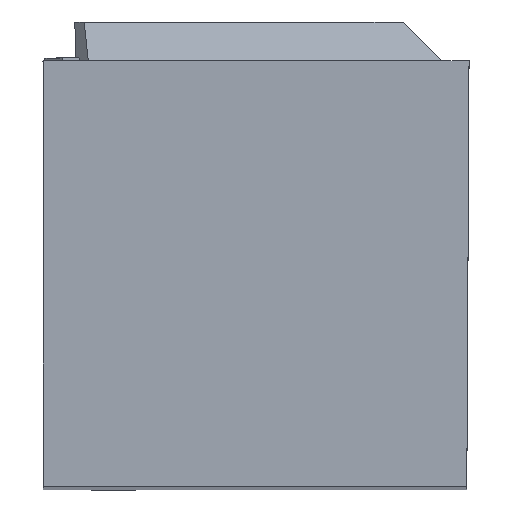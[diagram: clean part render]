
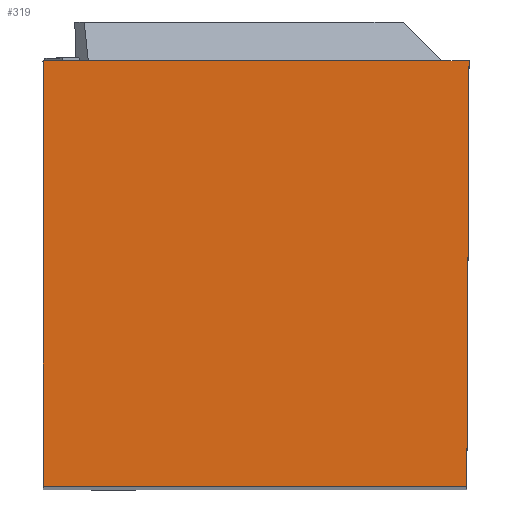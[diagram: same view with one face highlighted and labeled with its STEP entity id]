
A CAD part, top view. The second image highlights one B-rep face of the part: STEP entity #319.
In plain terms, the highlighted planar face has unit normal (0, 0, 1).
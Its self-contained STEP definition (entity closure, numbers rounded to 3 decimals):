
#319=ADVANCED_FACE('BLANK_BOXF006',(#490),#436,.F.);
#436=PLANE('',#2183);
#490=FACE_OUTER_BOUND('',#607,.T.);
#607=EDGE_LOOP('',(#773,#774,#775,#776));
#773=ORIENTED_EDGE('',*,*,#1533,.T.);
#774=ORIENTED_EDGE('',*,*,#1528,.T.);
#775=ORIENTED_EDGE('',*,*,#1521,.T.);
#776=ORIENTED_EDGE('',*,*,#1527,.F.);
#1331=VERTEX_POINT('',#2958);
#1332=VERTEX_POINT('',#2960);
#1335=VERTEX_POINT('',#2970);
#1336=VERTEX_POINT('',#2974);
#1521=EDGE_CURVE('',#1332,#1331,#1818,.T.);
#1527=EDGE_CURVE('',#1335,#1331,#1823,.T.);
#1528=EDGE_CURVE('',#1336,#1332,#1824,.T.);
#1533=EDGE_CURVE('',#1335,#1336,#1828,.T.);
#1818=LINE('',#2959,#1968);
#1823=LINE('',#2971,#1973);
#1824=LINE('',#2973,#1974);
#1828=LINE('',#2982,#1978);
#1968=VECTOR('',#2404,1.);
#1973=VECTOR('',#2415,1.);
#1974=VECTOR('',#2418,1.);
#1978=VECTOR('',#2426,1.);
#2183=AXIS2_PLACEMENT_3D('',#2984,#2429,#2430);
#2404=DIRECTION('',(0.005,1.,0.));
#2415=DIRECTION('',(1.,0.,0.));
#2418=DIRECTION('',(1.,0.,0.));
#2426=DIRECTION('',(0.,-1.,0.));
#2429=DIRECTION('',(0.,0.,-1.));
#2430=DIRECTION('',(1.,0.,0.));
#2958=CARTESIAN_POINT('',(0.,31.85,0.));
#2959=CARTESIAN_POINT('',(0.015,34.802,0.));
#2960=CARTESIAN_POINT('',(-0.167,0.,0.));
#2970=CARTESIAN_POINT('',(-31.85,31.85,0.));
#2971=CARTESIAN_POINT('',(-64.,31.85,0.));
#2973=CARTESIAN_POINT('',(-64.,0.,0.));
#2974=CARTESIAN_POINT('',(-31.85,0.,0.));
#2982=CARTESIAN_POINT('',(-31.85,35.,0.));
#2984=CARTESIAN_POINT('',(-37.85,35.,0.));
